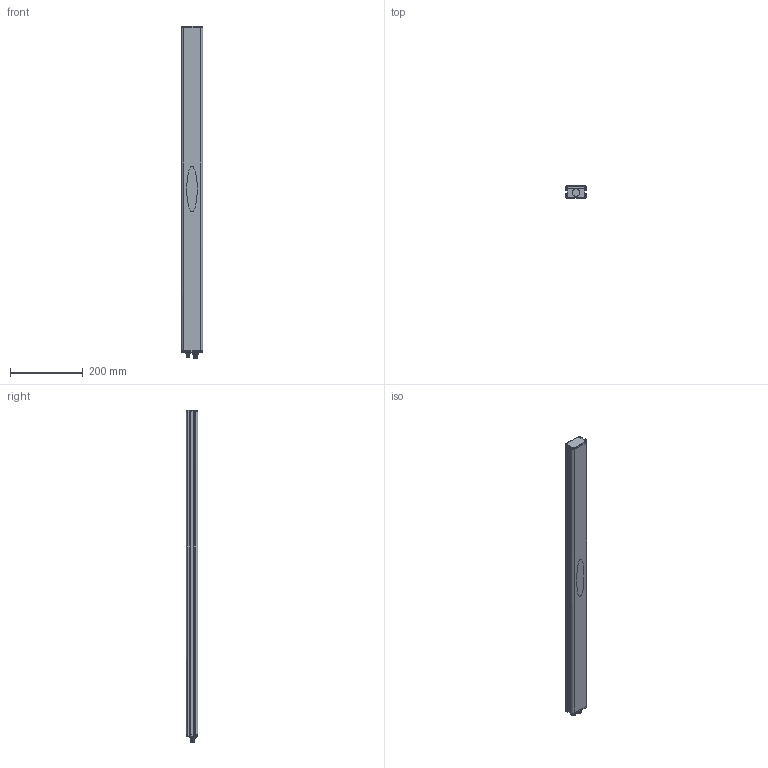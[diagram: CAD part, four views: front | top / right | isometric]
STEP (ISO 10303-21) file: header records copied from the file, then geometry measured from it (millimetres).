
FILE_DESCRIPTION((''),'2;1');
FILE_NAME('142126_SW','2010-06-18T',('banengservice'),('BANNER ENGINEERING'),'PRO/ENGINEER BY PARAMETRIC TECHNOLOGY CORPORATION, 2009141','PRO/ENGINEER BY PARAMETRIC TECHNOLOGY CORPORATION, 2009141','');
FILE_SCHEMA(('CONFIG_CONTROL_DESIGN'));
Length unit declared in the file: inch
Products named in the file (1): 142126_SW
Bounding box: 59.4 x 32.7 x 914.76 mm (x, y, z)
Volume: 582962.8 mm3; surface area: 373093 mm2
Topology: 1 solids, 1 shells, 589 faces, 1624 edges, 1042 vertices
Faces by surface type: plane 259, cylinder 256, bspline 52, cone 10, sphere 8, torus 2, extrusion 2
Entity records: 38436 total; most frequent: CARTESIAN_POINT 23853, ORIENTED_EDGE 3248, DIRECTION 2778, EDGE_CURVE 1624, VERTEX_POINT 1042, AXIS2_PLACEMENT_3D 1009, VECTOR 760, LINE 758
